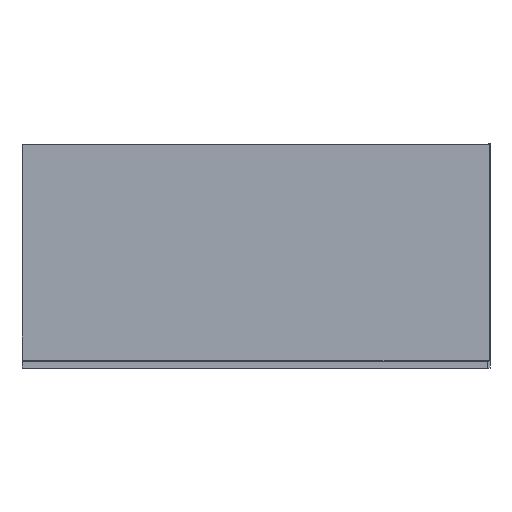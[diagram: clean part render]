
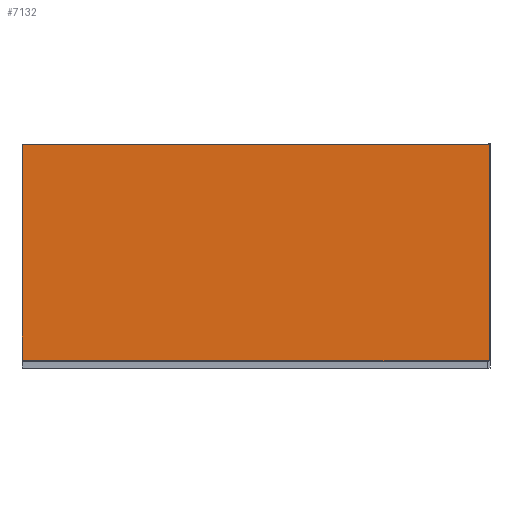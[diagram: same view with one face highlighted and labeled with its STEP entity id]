
A CAD part, left-side view. The second image highlights one B-rep face of the part: STEP entity #7132.
In plain terms, the highlighted planar face has unit normal (-1, 0, 0).
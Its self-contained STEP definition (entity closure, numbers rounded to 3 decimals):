
#361 = VECTOR ( 'NONE', #6982, 1000. ) ;
#562 = VECTOR ( 'NONE', #14550, 1000. ) ;
#682 = VERTEX_POINT ( 'NONE', #8125 ) ;
#851 = ORIENTED_EDGE ( 'NONE', *, *, #3329, .F. ) ;
#940 = ORIENTED_EDGE ( 'NONE', *, *, #8462, .F. ) ;
#1178 = DIRECTION ( 'NONE',  ( 0., 0., 1. ) ) ;
#1668 = LINE ( 'NONE', #13824, #5585 ) ;
#1868 = CARTESIAN_POINT ( 'NONE',  ( -3.252, 1972., 30.269 ) ) ;
#1898 = VERTEX_POINT ( 'NONE', #5416 ) ;
#1923 = CARTESIAN_POINT ( 'NONE',  ( -3.252, -8., 30.3 ) ) ;
#2059 = CARTESIAN_POINT ( 'NONE',  ( -3.252, -1.2, 30.3 ) ) ;
#2161 = EDGE_CURVE ( 'NONE', #15321, #682, #8511, .T. ) ;
#2175 = CARTESIAN_POINT ( 'NONE',  ( -3.252, -8., 6.5 ) ) ;
#2680 = LINE ( 'NONE', #9778, #13350 ) ;
#2726 = CARTESIAN_POINT ( 'NONE',  ( -3.252, 0., 30.269 ) ) ;
#2762 = DIRECTION ( 'NONE',  ( 0., -1., 0. ) ) ;
#2932 = LINE ( 'NONE', #5847, #361 ) ;
#3177 = CARTESIAN_POINT ( 'NONE',  ( -3.252, 1972., 949.5 ) ) ;
#3329 = EDGE_CURVE ( 'NONE', #7733, #682, #14180, .T. ) ;
#3365 = VECTOR ( 'NONE', #5921, 1000. ) ;
#3801 = VECTOR ( 'NONE', #6064, 1000. ) ;
#3858 = ORIENTED_EDGE ( 'NONE', *, *, #14679, .F. ) ;
#3883 = CARTESIAN_POINT ( 'NONE',  ( -3.252, 1972., 30.931 ) ) ;
#4592 = EDGE_CURVE ( 'NONE', #15321, #7743, #9522, .T. ) ;
#4698 = DIRECTION ( 'NONE',  ( 0., 0., 1. ) ) ;
#4758 = CARTESIAN_POINT ( 'NONE',  ( -3.252, 0., 528.5 ) ) ;
#4932 = ORIENTED_EDGE ( 'NONE', *, *, #2161, .T. ) ;
#5164 = CARTESIAN_POINT ( 'NONE',  ( -3.252, 0., 30. ) ) ;
#5187 = CARTESIAN_POINT ( 'NONE',  ( -3.252, 1972., 30. ) ) ;
#5263 = VERTEX_POINT ( 'NONE', #1868 ) ;
#5416 = CARTESIAN_POINT ( 'NONE',  ( -3.252, 1972., 949.5 ) ) ;
#5510 = LINE ( 'NONE', #4758, #3365 ) ;
#5585 = VECTOR ( 'NONE', #16210, 1000. ) ;
#5661 = ORIENTED_EDGE ( 'NONE', *, *, #10210, .F. ) ;
#5672 = AXIS2_PLACEMENT_3D ( 'NONE', #10896, #8539, #9633 ) ;
#5754 = ORIENTED_EDGE ( 'NONE', *, *, #4592, .F. ) ;
#5847 = CARTESIAN_POINT ( 'NONE',  ( -3.252, 0., 30.931 ) ) ;
#5921 = DIRECTION ( 'NONE',  ( 0., 0., -1. ) ) ;
#5975 = ORIENTED_EDGE ( 'NONE', *, *, #7910, .F. ) ;
#6064 = DIRECTION ( 'NONE',  ( 0., 0., 1. ) ) ;
#6255 = VECTOR ( 'NONE', #2762, 1000. ) ;
#6261 = VECTOR ( 'NONE', #10849, 1000. ) ;
#6428 = ORIENTED_EDGE ( 'NONE', *, *, #14577, .F. ) ;
#6951 = EDGE_CURVE ( 'NONE', #11336, #10200, #1668, .T. ) ;
#6968 = FACE_OUTER_BOUND ( 'NONE', #15714, .T. ) ;
#6982 = DIRECTION ( 'NONE',  ( 0., 1., 0. ) ) ;
#7067 = CARTESIAN_POINT ( 'NONE',  ( -3.252, 0., 30.931 ) ) ;
#7132 = ADVANCED_FACE ( 'NONE', ( #6968 ), #11006, .T. ) ;
#7603 = CARTESIAN_POINT ( 'NONE',  ( -3.252, -8., 949.5 ) ) ;
#7673 = DIRECTION ( 'NONE',  ( 0., -1., 0. ) ) ;
#7733 = VERTEX_POINT ( 'NONE', #1923 ) ;
#7743 = VERTEX_POINT ( 'NONE', #15933 ) ;
#7910 = EDGE_CURVE ( 'NONE', #7743, #10200, #2680, .T. ) ;
#8125 = CARTESIAN_POINT ( 'NONE',  ( -3.252, -1.2, 30.3 ) ) ;
#8420 = LINE ( 'NONE', #7603, #6255 ) ;
#8434 = EDGE_CURVE ( 'NONE', #11336, #5263, #8916, .T. ) ;
#8462 = EDGE_CURVE ( 'NONE', #5263, #15246, #15272, .T. ) ;
#8511 = LINE ( 'NONE', #8876, #10862 ) ;
#8539 = DIRECTION ( 'NONE',  ( -1., 0., 0. ) ) ;
#8820 = VECTOR ( 'NONE', #13413, 1000. ) ;
#8876 = CARTESIAN_POINT ( 'NONE',  ( -3.252, -1.2, 15.9 ) ) ;
#8907 = CARTESIAN_POINT ( 'NONE',  ( -3.252, -8., 949.5 ) ) ;
#8916 = LINE ( 'NONE', #13628, #3801 ) ;
#8938 = VERTEX_POINT ( 'NONE', #7067 ) ;
#9437 = DIRECTION ( 'NONE',  ( 0., 1., 0. ) ) ;
#9522 = LINE ( 'NONE', #15746, #15270 ) ;
#9633 = DIRECTION ( 'NONE',  ( 0., 0., 1. ) ) ;
#9778 = CARTESIAN_POINT ( 'NONE',  ( -3.252, 0., 0. ) ) ;
#10200 = VERTEX_POINT ( 'NONE', #5164 ) ;
#10210 = EDGE_CURVE ( 'NONE', #1898, #13892, #8420, .T. ) ;
#10849 = DIRECTION ( 'NONE',  ( 0., 0., 1. ) ) ;
#10862 = VECTOR ( 'NONE', #1178, 1000. ) ;
#10896 = CARTESIAN_POINT ( 'NONE',  ( -3.252, 982., 528.5 ) ) ;
#11006 = PLANE ( 'NONE',  #5672 ) ;
#11336 = VERTEX_POINT ( 'NONE', #5187 ) ;
#11479 = ORIENTED_EDGE ( 'NONE', *, *, #8434, .F. ) ;
#12318 = ORIENTED_EDGE ( 'NONE', *, *, #14580, .F. ) ;
#12789 = CARTESIAN_POINT ( 'NONE',  ( -3.252, 0., 30.269 ) ) ;
#13078 = ORIENTED_EDGE ( 'NONE', *, *, #14134, .T. ) ;
#13337 = VERTEX_POINT ( 'NONE', #3883 ) ;
#13350 = VECTOR ( 'NONE', #4698, 1000. ) ;
#13413 = DIRECTION ( 'NONE',  ( 0., 1., 0. ) ) ;
#13566 = LINE ( 'NONE', #2175, #562 ) ;
#13628 = CARTESIAN_POINT ( 'NONE',  ( -3.252, 1972., 949.5 ) ) ;
#13824 = CARTESIAN_POINT ( 'NONE',  ( -3.252, 0., 30. ) ) ;
#13863 = ORIENTED_EDGE ( 'NONE', *, *, #6951, .T. ) ;
#13892 = VERTEX_POINT ( 'NONE', #8907 ) ;
#14134 = EDGE_CURVE ( 'NONE', #8938, #15246, #5510, .T. ) ;
#14180 = LINE ( 'NONE', #2059, #8820 ) ;
#14550 = DIRECTION ( 'NONE',  ( 0., 0., -1. ) ) ;
#14577 = EDGE_CURVE ( 'NONE', #13337, #1898, #14967, .T. ) ;
#14580 = EDGE_CURVE ( 'NONE', #8938, #13337, #2932, .T. ) ;
#14679 = EDGE_CURVE ( 'NONE', #13892, #7733, #13566, .T. ) ;
#14967 = LINE ( 'NONE', #3177, #6261 ) ;
#15246 = VERTEX_POINT ( 'NONE', #12789 ) ;
#15270 = VECTOR ( 'NONE', #9437, 1000. ) ;
#15272 = LINE ( 'NONE', #2726, #15841 ) ;
#15318 = CARTESIAN_POINT ( 'NONE',  ( -3.252, -1.2, 6.5 ) ) ;
#15321 = VERTEX_POINT ( 'NONE', #15318 ) ;
#15714 = EDGE_LOOP ( 'NONE', ( #5754, #4932, #851, #3858, #5661, #6428, #12318, #13078, #940, #11479, #13863, #5975 ) ) ;
#15746 = CARTESIAN_POINT ( 'NONE',  ( -3.252, 1972., 6.5 ) ) ;
#15841 = VECTOR ( 'NONE', #7673, 1000. ) ;
#15933 = CARTESIAN_POINT ( 'NONE',  ( -3.252, 0., 6.5 ) ) ;
#16210 = DIRECTION ( 'NONE',  ( 0., -1., 0. ) ) ;
